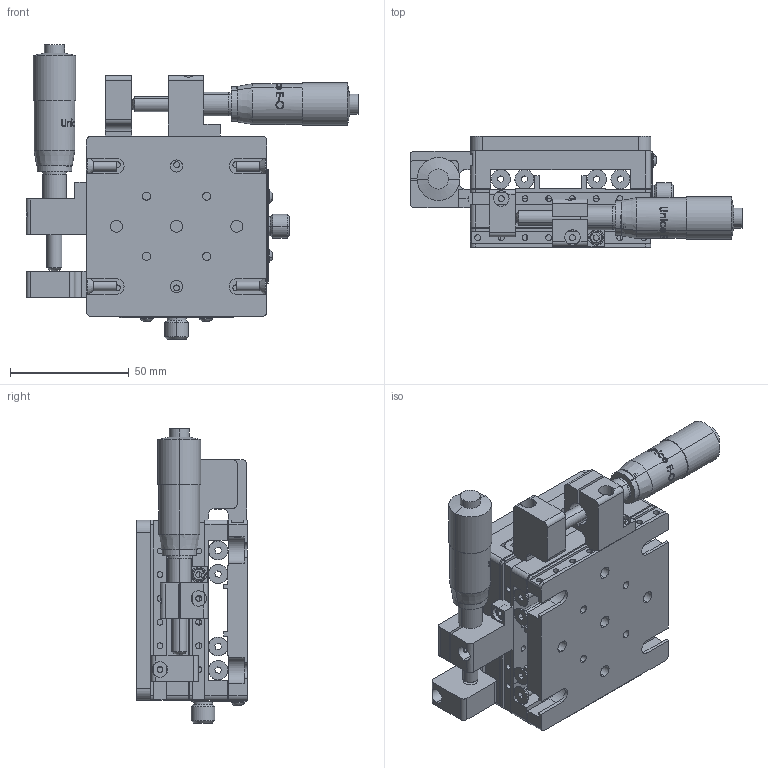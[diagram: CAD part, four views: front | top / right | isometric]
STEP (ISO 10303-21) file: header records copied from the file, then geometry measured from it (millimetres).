
FILE_DESCRIPTION (( 'STEP AP203' ), '1' );
FILE_NAME ('06DTS-1.STEP', '2017-11-20T07:10:52', ( '' ), ( '' ), 'SwSTEP 2.0', 'SolidWorks 2016', '' );
FILE_SCHEMA (( 'CONFIG_CONTROL_DESIGN' ));
Length unit declared in the file: millimetre
Products named in the file (1): 06DTS-1
Bounding box: 140 x 46.7 x 124.1 mm (x, y, z)
Surface area: 92714.8 mm2 (no closed solid volume)
Topology: 0 solids, 64 shells, 846 faces, 3212 edges, 2359 vertices
Faces by surface type: plane 403, cylinder 327, cone 68, torus 20, bspline 16, sphere 12
Entity records: 40841 total; most frequent: CARTESIAN_POINT 14016, DIRECTION 5566, ORIENTED_EDGE 4942, EDGE_CURVE 3192, VERTEX_POINT 2359, AXIS2_PLACEMENT_3D 1930, VECTOR 1706, LINE 1706
